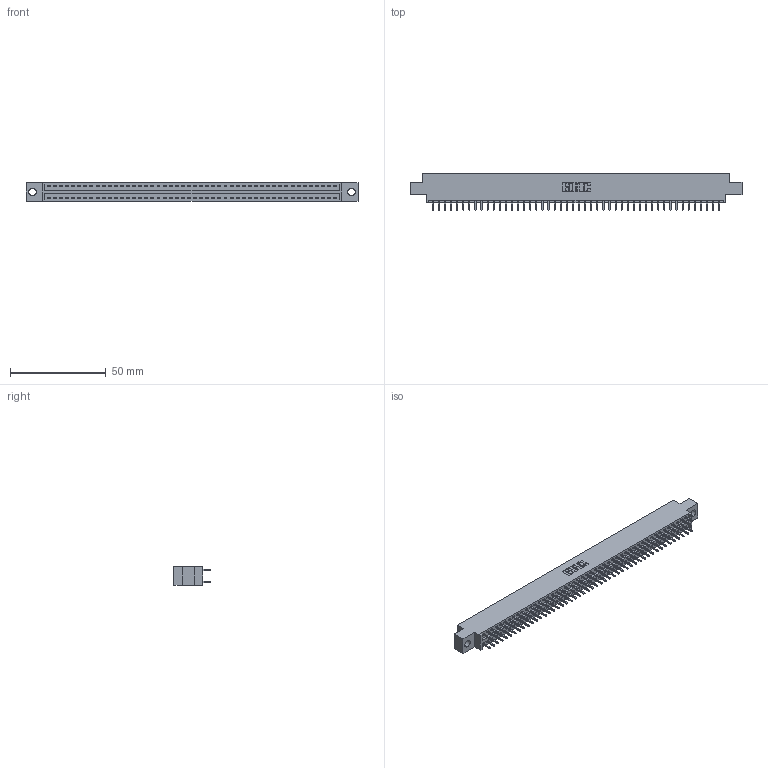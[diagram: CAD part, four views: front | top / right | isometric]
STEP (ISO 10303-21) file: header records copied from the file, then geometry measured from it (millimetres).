
FILE_DESCRIPTION (( 'STEP AP203' ), '1' );
FILE_NAME ('346-096-521-804.STEP', '2022-05-26T15:58:17', ( '' ), ( '' ), 'SwSTEP 2.0', 'SolidWorks 2020', '' );
FILE_SCHEMA (( 'CONFIG_CONTROL_DESIGN' ));
Length unit declared in the file: inch
Products named in the file (3): 346-096-521-804; 345-292-001_345-293-121; 346 Part_0.170 Offset - 0.156 Dia-TH
Assembly tree (97 placements, depth 2):
  346-096-521-804
    346 Part_0.170 Offset - 0.156 Dia-TH
    345-292-001_345-293-121  x96
Bounding box: 172.97 x 19.05 x 9.4 mm (x, y, z)
Volume: 16614 mm3; surface area: 22695 mm2
Topology: 97 solids, 97 shells, 5132 faces, 15257 edges, 10042 vertices
Faces by surface type: plane 3454, cylinder 1678
Entity records: 31087 total; most frequent: CARTESIAN_POINT 5122, ORIENTED_EDGE 5054, DIRECTION 4563, EDGE_CURVE 2527, VECTOR 2203, LINE 2203, VERTEX_POINT 1682, AXIS2_PLACEMENT_3D 1180
